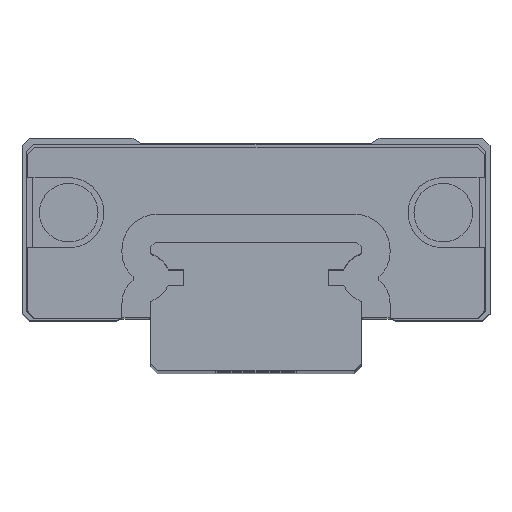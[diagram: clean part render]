
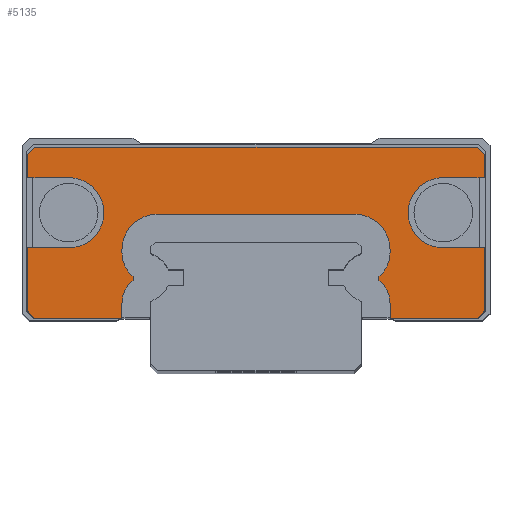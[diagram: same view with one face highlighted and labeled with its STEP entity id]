
A CAD part, top view. The second image highlights one B-rep face of the part: STEP entity #5135.
In plain terms, the highlighted planar face has unit normal (0, 0, 1).
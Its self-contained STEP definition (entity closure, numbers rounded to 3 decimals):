
#107=CIRCLE('',#5461,1.5);
#109=CIRCLE('',#5468,1.5);
#114=CIRCLE('',#5505,1.3);
#115=CIRCLE('',#5506,0.1);
#116=CIRCLE('',#5507,1.3);
#117=CIRCLE('',#5508,1.5);
#118=CIRCLE('',#5509,1.5);
#119=CIRCLE('',#5510,1.3);
#120=CIRCLE('',#5511,0.1);
#121=CIRCLE('',#5512,1.3);
#958=ORIENTED_EDGE('',*,*,#1955,.T.);
#959=ORIENTED_EDGE('',*,*,#2072,.F.);
#960=ORIENTED_EDGE('',*,*,#2070,.F.);
#961=ORIENTED_EDGE('',*,*,#2034,.F.);
#962=ORIENTED_EDGE('',*,*,#2069,.T.);
#963=ORIENTED_EDGE('',*,*,#2029,.F.);
#964=ORIENTED_EDGE('',*,*,#2067,.F.);
#965=ORIENTED_EDGE('',*,*,#2065,.F.);
#966=ORIENTED_EDGE('',*,*,#2063,.F.);
#967=ORIENTED_EDGE('',*,*,#2061,.F.);
#968=ORIENTED_EDGE('',*,*,#2059,.F.);
#969=ORIENTED_EDGE('',*,*,#2044,.F.);
#970=ORIENTED_EDGE('',*,*,#2077,.T.);
#971=ORIENTED_EDGE('',*,*,#2039,.F.);
#972=ORIENTED_EDGE('',*,*,#2075,.F.);
#973=ORIENTED_EDGE('',*,*,#2073,.F.);
#974=ORIENTED_EDGE('',*,*,#1872,.T.);
#975=ORIENTED_EDGE('',*,*,#2159,.F.);
#976=ORIENTED_EDGE('',*,*,#2160,.F.);
#977=ORIENTED_EDGE('',*,*,#2161,.T.);
#978=ORIENTED_EDGE('',*,*,#2162,.F.);
#979=ORIENTED_EDGE('',*,*,#2163,.F.);
#980=ORIENTED_EDGE('',*,*,#2164,.F.);
#981=ORIENTED_EDGE('',*,*,#2165,.F.);
#982=ORIENTED_EDGE('',*,*,#2166,.F.);
#983=ORIENTED_EDGE('',*,*,#2167,.F.);
#984=ORIENTED_EDGE('',*,*,#2168,.F.);
#985=ORIENTED_EDGE('',*,*,#2169,.T.);
#986=ORIENTED_EDGE('',*,*,#2170,.F.);
#987=ORIENTED_EDGE('',*,*,#2171,.F.);
#1872=EDGE_CURVE('',#2566,#2565,#3086,.T.);
#1955=EDGE_CURVE('',#2626,#2625,#3161,.T.);
#2029=EDGE_CURVE('',#2694,#2695,#3219,.T.);
#2034=EDGE_CURVE('',#2698,#2699,#3224,.T.);
#2039=EDGE_CURVE('',#2702,#2703,#3229,.T.);
#2044=EDGE_CURVE('',#2706,#2707,#3234,.T.);
#2059=EDGE_CURVE('',#2707,#2720,#3241,.T.);
#2061=EDGE_CURVE('',#2720,#2721,#3243,.T.);
#2063=EDGE_CURVE('',#2721,#2722,#3245,.T.);
#2065=EDGE_CURVE('',#2722,#2723,#3247,.T.);
#2067=EDGE_CURVE('',#2723,#2694,#3249,.T.);
#2069=EDGE_CURVE('',#2698,#2695,#107,.F.);
#2070=EDGE_CURVE('',#2699,#2724,#3250,.T.);
#2072=EDGE_CURVE('',#2724,#2625,#3252,.T.);
#2073=EDGE_CURVE('',#2566,#2725,#3253,.T.);
#2075=EDGE_CURVE('',#2725,#2702,#3255,.T.);
#2077=EDGE_CURVE('',#2706,#2703,#109,.F.);
#2159=EDGE_CURVE('',#2776,#2565,#3333,.T.);
#2160=EDGE_CURVE('',#2777,#2776,#114,.T.);
#2161=EDGE_CURVE('',#2777,#2778,#115,.T.);
#2162=EDGE_CURVE('',#2779,#2778,#116,.T.);
#2163=EDGE_CURVE('',#2780,#2779,#3334,.T.);
#2164=EDGE_CURVE('',#2781,#2780,#117,.T.);
#2165=EDGE_CURVE('',#2782,#2781,#3335,.T.);
#2166=EDGE_CURVE('',#2783,#2782,#118,.T.);
#2167=EDGE_CURVE('',#2784,#2783,#3336,.T.);
#2168=EDGE_CURVE('',#2785,#2784,#119,.T.);
#2169=EDGE_CURVE('',#2785,#2786,#120,.T.);
#2170=EDGE_CURVE('',#2787,#2786,#121,.T.);
#2171=EDGE_CURVE('',#2626,#2787,#3337,.T.);
#2565=VERTEX_POINT('',#7459);
#2566=VERTEX_POINT('',#7461);
#2625=VERTEX_POINT('',#7624);
#2626=VERTEX_POINT('',#7626);
#2694=VERTEX_POINT('',#7772);
#2695=VERTEX_POINT('',#7774);
#2698=VERTEX_POINT('',#7782);
#2699=VERTEX_POINT('',#7784);
#2702=VERTEX_POINT('',#7792);
#2703=VERTEX_POINT('',#7794);
#2706=VERTEX_POINT('',#7802);
#2707=VERTEX_POINT('',#7804);
#2720=VERTEX_POINT('',#7834);
#2721=VERTEX_POINT('',#7838);
#2722=VERTEX_POINT('',#7842);
#2723=VERTEX_POINT('',#7846);
#2724=VERTEX_POINT('',#7855);
#2725=VERTEX_POINT('',#7861);
#2776=VERTEX_POINT('',#8032);
#2777=VERTEX_POINT('',#8034);
#2778=VERTEX_POINT('',#8036);
#2779=VERTEX_POINT('',#8038);
#2780=VERTEX_POINT('',#8040);
#2781=VERTEX_POINT('',#8042);
#2782=VERTEX_POINT('',#8044);
#2783=VERTEX_POINT('',#8046);
#2784=VERTEX_POINT('',#8048);
#2785=VERTEX_POINT('',#8050);
#2786=VERTEX_POINT('',#8052);
#2787=VERTEX_POINT('',#8054);
#3086=LINE('',#7460,#3700);
#3161=LINE('',#7625,#3775);
#3219=LINE('',#7773,#3833);
#3224=LINE('',#7783,#3838);
#3229=LINE('',#7793,#3843);
#3234=LINE('',#7803,#3848);
#3241=LINE('',#7833,#3855);
#3243=LINE('',#7837,#3857);
#3245=LINE('',#7841,#3859);
#3247=LINE('',#7845,#3861);
#3249=LINE('',#7849,#3863);
#3250=LINE('',#7854,#3864);
#3252=LINE('',#7858,#3866);
#3253=LINE('',#7860,#3867);
#3255=LINE('',#7864,#3869);
#3333=LINE('',#8031,#3947);
#3334=LINE('',#8039,#3948);
#3335=LINE('',#8043,#3949);
#3336=LINE('',#8047,#3950);
#3337=LINE('',#8055,#3951);
#3700=VECTOR('',#6020,1000.);
#3775=VECTOR('',#6155,1000.);
#3833=VECTOR('',#6255,1000.);
#3838=VECTOR('',#6262,1000.);
#3843=VECTOR('',#6269,1000.);
#3848=VECTOR('',#6276,1000.);
#3855=VECTOR('',#6303,1000.);
#3857=VECTOR('',#6307,1000.);
#3859=VECTOR('',#6311,1000.);
#3861=VECTOR('',#6315,1000.);
#3863=VECTOR('',#6319,1000.);
#3864=VECTOR('',#6328,1000.);
#3866=VECTOR('',#6332,1000.);
#3867=VECTOR('',#6335,1000.);
#3869=VECTOR('',#6339,1000.);
#3947=VECTOR('',#6495,1000.);
#3948=VECTOR('',#6502,1000.);
#3949=VECTOR('',#6505,1000.);
#3950=VECTOR('',#6508,1000.);
#3951=VECTOR('',#6515,1000.);
#4333=EDGE_LOOP('',(#958,#959,#960,#961,#962,#963,#964,#965,#966,#967,#968,
#969,#970,#971,#972,#973,#974,#975,#976,#977,#978,#979,#980,#981,#982,#983,
#984,#985,#986,#987));
#4643=FACE_BOUND('',#4333,.T.);
#4909=PLANE('',#5504);
#5135=ADVANCED_FACE('',(#4643),#4909,.T.);
#5461=AXIS2_PLACEMENT_3D('',#7852,#6324,#6325);
#5468=AXIS2_PLACEMENT_3D('',#7867,#6344,#6345);
#5504=AXIS2_PLACEMENT_3D('',#8030,#6493,#6494);
#5505=AXIS2_PLACEMENT_3D('',#8033,#6496,#6497);
#5506=AXIS2_PLACEMENT_3D('',#8035,#6498,#6499);
#5507=AXIS2_PLACEMENT_3D('',#8037,#6500,#6501);
#5508=AXIS2_PLACEMENT_3D('',#8041,#6503,#6504);
#5509=AXIS2_PLACEMENT_3D('',#8045,#6506,#6507);
#5510=AXIS2_PLACEMENT_3D('',#8049,#6509,#6510);
#5511=AXIS2_PLACEMENT_3D('',#8051,#6511,#6512);
#5512=AXIS2_PLACEMENT_3D('',#8053,#6513,#6514);
#6020=DIRECTION('',(1.,0.,0.));
#6155=DIRECTION('',(1.,0.,0.));
#6255=DIRECTION('',(-1.,0.,0.));
#6262=DIRECTION('',(1.,0.,0.));
#6269=DIRECTION('',(1.,0.,0.));
#6276=DIRECTION('',(-1.,0.,0.));
#6303=DIRECTION('',(0.,1.,0.));
#6307=DIRECTION('',(0.707,0.707,0.));
#6311=DIRECTION('',(1.,0.,0.));
#6315=DIRECTION('',(0.707,-0.707,0.));
#6319=DIRECTION('',(0.,-1.,0.));
#6324=DIRECTION('',(0.,0.,1.));
#6325=DIRECTION('',(1.,0.,0.));
#6328=DIRECTION('',(0.,-1.,0.));
#6332=DIRECTION('',(-0.707,-0.707,0.));
#6335=DIRECTION('',(-0.707,0.707,0.));
#6339=DIRECTION('',(0.,1.,0.));
#6344=DIRECTION('',(0.,0.,1.));
#6345=DIRECTION('',(1.,0.,0.));
#6493=DIRECTION('',(0.,0.,1.));
#6494=DIRECTION('',(1.,0.,0.));
#6495=DIRECTION('',(0.,-1.,0.));
#6496=DIRECTION('',(0.,0.,1.));
#6497=DIRECTION('',(1.,0.,0.));
#6498=DIRECTION('',(0.,0.,1.));
#6499=DIRECTION('',(1.,0.,0.));
#6500=DIRECTION('',(0.,0.,1.));
#6501=DIRECTION('',(1.,0.,0.));
#6502=DIRECTION('',(0.,-1.,0.));
#6503=DIRECTION('',(0.,0.,1.));
#6504=DIRECTION('',(1.,0.,0.));
#6505=DIRECTION('',(-1.,0.,0.));
#6506=DIRECTION('',(0.,0.,1.));
#6507=DIRECTION('',(1.,0.,0.));
#6508=DIRECTION('',(0.,1.,0.));
#6509=DIRECTION('',(0.,0.,1.));
#6510=DIRECTION('',(1.,0.,0.));
#6511=DIRECTION('',(0.,0.,1.));
#6512=DIRECTION('',(1.,0.,0.));
#6513=DIRECTION('',(0.,0.,1.));
#6514=DIRECTION('',(1.,0.,0.));
#6515=DIRECTION('',(0.,1.,0.));
#7459=CARTESIAN_POINT('',(-5.73,2.3,14.5));
#7460=CARTESIAN_POINT('',(-5.758,2.3,14.5));
#7461=CARTESIAN_POINT('',(-9.45,2.3,14.5));
#7624=CARTESIAN_POINT('',(9.45,2.3,14.5));
#7625=CARTESIAN_POINT('',(-5.758,2.3,14.5));
#7626=CARTESIAN_POINT('',(5.73,2.3,14.5));
#7772=CARTESIAN_POINT('',(9.75,8.3,14.5));
#7773=CARTESIAN_POINT('',(8.,8.3,14.5));
#7774=CARTESIAN_POINT('',(8.,8.3,14.5));
#7782=CARTESIAN_POINT('',(8.,5.3,14.5));
#7783=CARTESIAN_POINT('',(9.75,5.3,14.5));
#7784=CARTESIAN_POINT('',(9.75,5.3,14.5));
#7792=CARTESIAN_POINT('',(-9.75,5.3,14.5));
#7793=CARTESIAN_POINT('',(-8.,5.3,14.5));
#7794=CARTESIAN_POINT('',(-8.,5.3,14.5));
#7802=CARTESIAN_POINT('',(-8.,8.3,14.5));
#7803=CARTESIAN_POINT('',(-9.75,8.3,14.5));
#7804=CARTESIAN_POINT('',(-9.75,8.3,14.5));
#7833=CARTESIAN_POINT('',(-9.75,9.3,14.5));
#7834=CARTESIAN_POINT('',(-9.75,9.3,14.5));
#7837=CARTESIAN_POINT('',(-9.45,9.6,14.5));
#7838=CARTESIAN_POINT('',(-9.45,9.6,14.5));
#7841=CARTESIAN_POINT('',(9.45,9.6,14.5));
#7842=CARTESIAN_POINT('',(9.45,9.6,14.5));
#7845=CARTESIAN_POINT('',(9.75,9.3,14.5));
#7846=CARTESIAN_POINT('',(9.75,9.3,14.5));
#7849=CARTESIAN_POINT('',(9.75,8.3,14.5));
#7852=CARTESIAN_POINT('',(8.,6.8,14.5));
#7854=CARTESIAN_POINT('',(9.75,2.6,14.5));
#7855=CARTESIAN_POINT('',(9.75,2.6,14.5));
#7858=CARTESIAN_POINT('',(9.45,2.3,14.5));
#7860=CARTESIAN_POINT('',(-9.75,2.6,14.5));
#7861=CARTESIAN_POINT('',(-9.75,2.6,14.5));
#7864=CARTESIAN_POINT('',(-9.75,5.3,14.5));
#7867=CARTESIAN_POINT('',(-8.,6.8,14.5));
#8030=CARTESIAN_POINT('',(0.,0.,14.5));
#8031=CARTESIAN_POINT('',(-5.73,2.916,14.5));
#8032=CARTESIAN_POINT('',(-5.73,2.916,14.5));
#8033=CARTESIAN_POINT('',(-4.43,2.916,14.5));
#8034=CARTESIAN_POINT('',(-5.253,3.923,14.5));
#8035=CARTESIAN_POINT('',(-5.316,4.,14.5));
#8036=CARTESIAN_POINT('',(-5.253,4.077,14.5));
#8037=CARTESIAN_POINT('',(-4.43,5.084,14.5));
#8038=CARTESIAN_POINT('',(-5.73,5.084,14.5));
#8039=CARTESIAN_POINT('',(-5.73,5.23,14.5));
#8040=CARTESIAN_POINT('',(-5.73,5.23,14.5));
#8041=CARTESIAN_POINT('',(-4.23,5.23,14.5));
#8042=CARTESIAN_POINT('',(-4.23,6.73,14.5));
#8043=CARTESIAN_POINT('',(4.23,6.73,14.5));
#8044=CARTESIAN_POINT('',(4.23,6.73,14.5));
#8045=CARTESIAN_POINT('',(4.23,5.23,14.5));
#8046=CARTESIAN_POINT('',(5.73,5.23,14.5));
#8047=CARTESIAN_POINT('',(5.73,5.084,14.5));
#8048=CARTESIAN_POINT('',(5.73,5.084,14.5));
#8049=CARTESIAN_POINT('',(4.43,5.084,14.5));
#8050=CARTESIAN_POINT('',(5.253,4.077,14.5));
#8051=CARTESIAN_POINT('',(5.316,4.,14.5));
#8052=CARTESIAN_POINT('',(5.253,3.923,14.5));
#8053=CARTESIAN_POINT('',(4.43,2.916,14.5));
#8054=CARTESIAN_POINT('',(5.73,2.916,14.5));
#8055=CARTESIAN_POINT('',(5.73,2.3,14.5));
